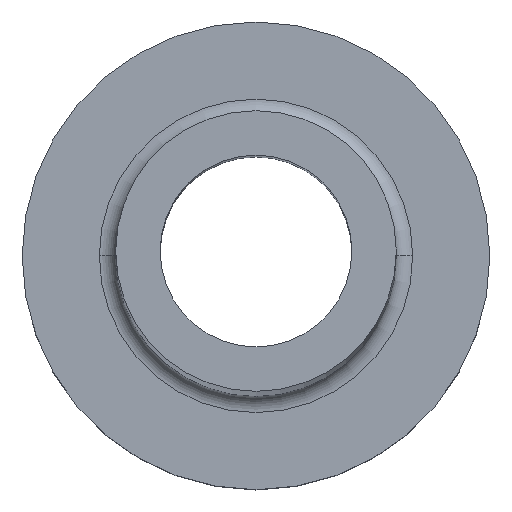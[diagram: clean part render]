
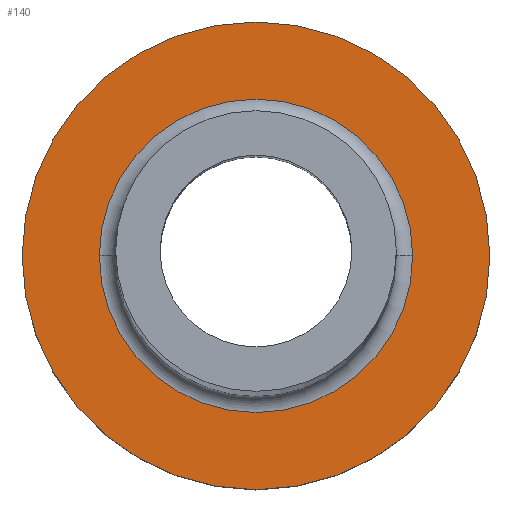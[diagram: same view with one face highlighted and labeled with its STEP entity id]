
A CAD part, top view. The second image highlights one B-rep face of the part: STEP entity #140.
In plain terms, the highlighted planar face has unit normal (0, 0, 1).
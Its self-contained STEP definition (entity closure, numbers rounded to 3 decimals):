
#4 = CARTESIAN_POINT ( 'NONE',  ( 0., 0., 7. ) ) ;
#10 = CARTESIAN_POINT ( 'NONE',  ( -6.7, 0., 7. ) ) ;
#11 = EDGE_CURVE ( 'NONE', #378, #394, #31, .T. ) ;
#15 = VERTEX_POINT ( 'NONE', #185 ) ;
#16 = ORIENTED_EDGE ( 'NONE', *, *, #400, .T. ) ;
#22 = EDGE_CURVE ( 'NONE', #394, #378, #458, .T. ) ;
#24 = DIRECTION ( 'NONE',  ( 0., 0., 1. ) ) ;
#28 = DIRECTION ( 'NONE',  ( 0., 0., 1. ) ) ;
#31 = CIRCLE ( 'NONE', #176, 6.7 ) ;
#52 = EDGE_LOOP ( 'NONE', ( #397, #16 ) ) ;
#58 = AXIS2_PLACEMENT_3D ( 'NONE', #4, #355, #220 ) ;
#80 = CARTESIAN_POINT ( 'NONE',  ( 0., 0., 7. ) ) ;
#97 = FACE_BOUND ( 'NONE', #413, .T. ) ;
#126 = AXIS2_PLACEMENT_3D ( 'NONE', #233, #28, #262 ) ;
#140 = ADVANCED_FACE ( 'NONE', ( #97, #369 ), #334, .T. ) ;
#157 = DIRECTION ( 'NONE',  ( 0., 0., -1. ) ) ;
#176 = AXIS2_PLACEMENT_3D ( 'NONE', #194, #157, #442 ) ;
#178 = CIRCLE ( 'NONE', #306, 10. ) ;
#185 = CARTESIAN_POINT ( 'NONE',  ( 10., 0., 7. ) ) ;
#189 = CIRCLE ( 'NONE', #295, 10. ) ;
#194 = CARTESIAN_POINT ( 'NONE',  ( 0., 0., 7. ) ) ;
#198 = ORIENTED_EDGE ( 'NONE', *, *, #11, .T. ) ;
#220 = DIRECTION ( 'NONE',  ( 1., 0., 0. ) ) ;
#233 = CARTESIAN_POINT ( 'NONE',  ( 0., 0., 7. ) ) ;
#261 = DIRECTION ( 'NONE',  ( 1., 0., 0. ) ) ;
#262 = DIRECTION ( 'NONE',  ( 1., 0., 0. ) ) ;
#275 = EDGE_CURVE ( 'NONE', #360, #15, #178, .T. ) ;
#283 = DIRECTION ( 'NONE',  ( 0., 0., 1. ) ) ;
#295 = AXIS2_PLACEMENT_3D ( 'NONE', #80, #283, #319 ) ;
#306 = AXIS2_PLACEMENT_3D ( 'NONE', #335, #24, #261 ) ;
#319 = DIRECTION ( 'NONE',  ( 1., 0., 0. ) ) ;
#334 = PLANE ( 'NONE',  #126 ) ;
#335 = CARTESIAN_POINT ( 'NONE',  ( 0., 0., 7. ) ) ;
#353 = CARTESIAN_POINT ( 'NONE',  ( 6.7, 0., 7. ) ) ;
#355 = DIRECTION ( 'NONE',  ( 0., 0., -1. ) ) ;
#360 = VERTEX_POINT ( 'NONE', #428 ) ;
#369 = FACE_OUTER_BOUND ( 'NONE', #52, .T. ) ;
#378 = VERTEX_POINT ( 'NONE', #10 ) ;
#394 = VERTEX_POINT ( 'NONE', #353 ) ;
#397 = ORIENTED_EDGE ( 'NONE', *, *, #275, .T. ) ;
#400 = EDGE_CURVE ( 'NONE', #15, #360, #189, .T. ) ;
#413 = EDGE_LOOP ( 'NONE', ( #452, #198 ) ) ;
#428 = CARTESIAN_POINT ( 'NONE',  ( -10., 0., 7. ) ) ;
#442 = DIRECTION ( 'NONE',  ( 1., 0., 0. ) ) ;
#452 = ORIENTED_EDGE ( 'NONE', *, *, #22, .T. ) ;
#458 = CIRCLE ( 'NONE', #58, 6.7 ) ;
